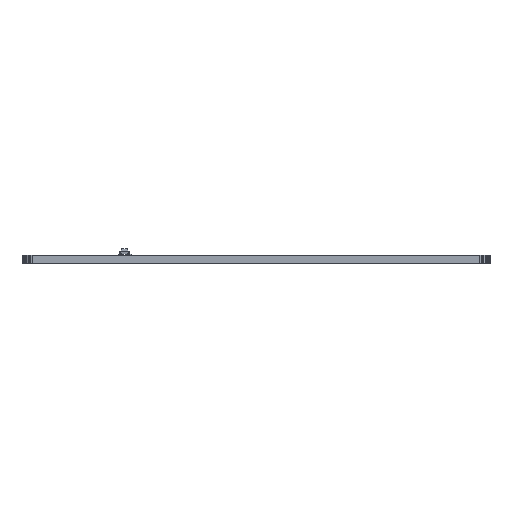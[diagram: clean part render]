
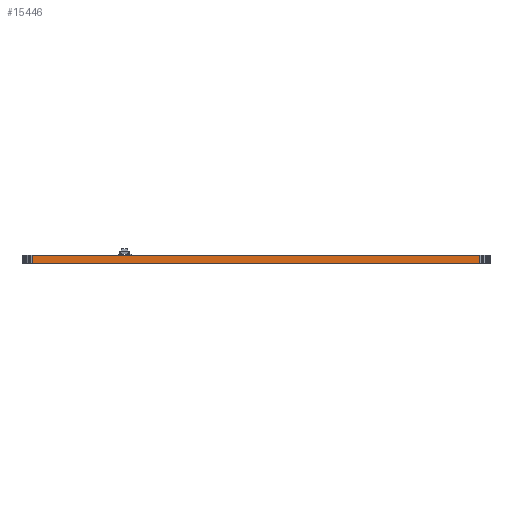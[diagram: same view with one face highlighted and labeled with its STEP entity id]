
A CAD part, left-side view. The second image highlights one B-rep face of the part: STEP entity #15446.
In plain terms, the highlighted planar face has unit normal (-1, 0, 0).
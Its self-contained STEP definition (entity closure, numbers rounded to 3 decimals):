
#4975 = PLANE('',#4976);
#4976 = AXIS2_PLACEMENT_3D('',#4977,#4978,#4979);
#4977 = CARTESIAN_POINT('',(137.285,-90.579,1.586));
#4978 = DIRECTION('',(-0.,-0.,-1.));
#4979 = DIRECTION('',(-1.,0.,0.));
#5029 = PLANE('',#5030);
#5030 = AXIS2_PLACEMENT_3D('',#5031,#5032,#5033);
#5031 = CARTESIAN_POINT('',(137.285,-90.579,0.));
#5032 = DIRECTION('',(-0.,-0.,-1.));
#5033 = DIRECTION('',(-1.,0.,0.));
#7686 = VERTEX_POINT('',#7687);
#7687 = CARTESIAN_POINT('',(90.,-133.,0.));
#7701 = PLANE('',#7702);
#7702 = AXIS2_PLACEMENT_3D('',#7703,#7704,#7705);
#7703 = CARTESIAN_POINT('',(90.02,-133.285,0.));
#7704 = DIRECTION('',(-0.997,-0.071,0.));
#7705 = DIRECTION('',(-0.071,0.997,0.));
#7713 = EDGE_CURVE('',#7686,#7714,#7716,.T.);
#7714 = VERTEX_POINT('',#7715);
#7715 = CARTESIAN_POINT('',(90.,-47.,0.));
#7716 = SURFACE_CURVE('',#7717,(#7721,#7728),.PCURVE_S1.);
#7717 = LINE('',#7718,#7719);
#7718 = CARTESIAN_POINT('',(90.,-133.,0.));
#7719 = VECTOR('',#7720,1.);
#7720 = DIRECTION('',(0.,1.,0.));
#7721 = PCURVE('',#5029,#7722);
#7722 = DEFINITIONAL_REPRESENTATION('',(#7723),#7727);
#7723 = LINE('',#7724,#7725);
#7724 = CARTESIAN_POINT('',(47.285,-42.421));
#7725 = VECTOR('',#7726,1.);
#7726 = DIRECTION('',(0.,1.));
#7727 = ( GEOMETRIC_REPRESENTATION_CONTEXT(2) 
PARAMETRIC_REPRESENTATION_CONTEXT() REPRESENTATION_CONTEXT('2D SPACE',''
  ) );
#7728 = PCURVE('',#7729,#7734);
#7729 = PLANE('',#7730);
#7730 = AXIS2_PLACEMENT_3D('',#7731,#7732,#7733);
#7731 = CARTESIAN_POINT('',(90.,-133.,0.));
#7732 = DIRECTION('',(-1.,0.,0.));
#7733 = DIRECTION('',(0.,1.,0.));
#7734 = DEFINITIONAL_REPRESENTATION('',(#7735),#7739);
#7735 = LINE('',#7736,#7737);
#7736 = CARTESIAN_POINT('',(0.,0.));
#7737 = VECTOR('',#7738,1.);
#7738 = DIRECTION('',(1.,0.));
#7739 = ( GEOMETRIC_REPRESENTATION_CONTEXT(2) 
PARAMETRIC_REPRESENTATION_CONTEXT() REPRESENTATION_CONTEXT('2D SPACE',''
  ) );
#7757 = PLANE('',#7758);
#7758 = AXIS2_PLACEMENT_3D('',#7759,#7760,#7761);
#7759 = CARTESIAN_POINT('',(90.,-47.,0.));
#7760 = DIRECTION('',(-0.997,0.071,0.));
#7761 = DIRECTION('',(0.071,0.997,0.));
#12469 = VERTEX_POINT('',#12470);
#12470 = CARTESIAN_POINT('',(90.,-133.,1.586));
#12491 = EDGE_CURVE('',#12469,#12492,#12494,.T.);
#12492 = VERTEX_POINT('',#12493);
#12493 = CARTESIAN_POINT('',(90.,-47.,1.586));
#12494 = SURFACE_CURVE('',#12495,(#12499,#12506),.PCURVE_S1.);
#12495 = LINE('',#12496,#12497);
#12496 = CARTESIAN_POINT('',(90.,-133.,1.586));
#12497 = VECTOR('',#12498,1.);
#12498 = DIRECTION('',(0.,1.,0.));
#12499 = PCURVE('',#4975,#12500);
#12500 = DEFINITIONAL_REPRESENTATION('',(#12501),#12505);
#12501 = LINE('',#12502,#12503);
#12502 = CARTESIAN_POINT('',(47.285,-42.421));
#12503 = VECTOR('',#12504,1.);
#12504 = DIRECTION('',(0.,1.));
#12505 = ( GEOMETRIC_REPRESENTATION_CONTEXT(2) 
PARAMETRIC_REPRESENTATION_CONTEXT() REPRESENTATION_CONTEXT('2D SPACE',''
  ) );
#12506 = PCURVE('',#7729,#12507);
#12507 = DEFINITIONAL_REPRESENTATION('',(#12508),#12512);
#12508 = LINE('',#12509,#12510);
#12509 = CARTESIAN_POINT('',(0.,-1.586));
#12510 = VECTOR('',#12511,1.);
#12511 = DIRECTION('',(1.,0.));
#12512 = ( GEOMETRIC_REPRESENTATION_CONTEXT(2) 
PARAMETRIC_REPRESENTATION_CONTEXT() REPRESENTATION_CONTEXT('2D SPACE',''
  ) );
#15396 = EDGE_CURVE('',#7714,#12492,#15397,.T.);
#15397 = SURFACE_CURVE('',#15398,(#15402,#15409),.PCURVE_S1.);
#15398 = LINE('',#15399,#15400);
#15399 = CARTESIAN_POINT('',(90.,-47.,0.));
#15400 = VECTOR('',#15401,1.);
#15401 = DIRECTION('',(0.,0.,1.));
#15402 = PCURVE('',#7757,#15403);
#15403 = DEFINITIONAL_REPRESENTATION('',(#15404),#15408);
#15404 = LINE('',#15405,#15406);
#15405 = CARTESIAN_POINT('',(0.,0.));
#15406 = VECTOR('',#15407,1.);
#15407 = DIRECTION('',(0.,-1.));
#15408 = ( GEOMETRIC_REPRESENTATION_CONTEXT(2) 
PARAMETRIC_REPRESENTATION_CONTEXT() REPRESENTATION_CONTEXT('2D SPACE',''
  ) );
#15409 = PCURVE('',#7729,#15410);
#15410 = DEFINITIONAL_REPRESENTATION('',(#15411),#15415);
#15411 = LINE('',#15412,#15413);
#15412 = CARTESIAN_POINT('',(86.,0.));
#15413 = VECTOR('',#15414,1.);
#15414 = DIRECTION('',(0.,-1.));
#15415 = ( GEOMETRIC_REPRESENTATION_CONTEXT(2) 
PARAMETRIC_REPRESENTATION_CONTEXT() REPRESENTATION_CONTEXT('2D SPACE',''
  ) );
#15446 = ADVANCED_FACE('',(#15447),#7729,.T.);
#15447 = FACE_BOUND('',#15448,.T.);
#15448 = EDGE_LOOP('',(#15449,#15470,#15471,#15472));
#15449 = ORIENTED_EDGE('',*,*,#15450,.T.);
#15450 = EDGE_CURVE('',#7686,#12469,#15451,.T.);
#15451 = SURFACE_CURVE('',#15452,(#15456,#15463),.PCURVE_S1.);
#15452 = LINE('',#15453,#15454);
#15453 = CARTESIAN_POINT('',(90.,-133.,0.));
#15454 = VECTOR('',#15455,1.);
#15455 = DIRECTION('',(0.,0.,1.));
#15456 = PCURVE('',#7729,#15457);
#15457 = DEFINITIONAL_REPRESENTATION('',(#15458),#15462);
#15458 = LINE('',#15459,#15460);
#15459 = CARTESIAN_POINT('',(0.,0.));
#15460 = VECTOR('',#15461,1.);
#15461 = DIRECTION('',(0.,-1.));
#15462 = ( GEOMETRIC_REPRESENTATION_CONTEXT(2) 
PARAMETRIC_REPRESENTATION_CONTEXT() REPRESENTATION_CONTEXT('2D SPACE',''
  ) );
#15463 = PCURVE('',#7701,#15464);
#15464 = DEFINITIONAL_REPRESENTATION('',(#15465),#15469);
#15465 = LINE('',#15466,#15467);
#15466 = CARTESIAN_POINT('',(0.285,0.));
#15467 = VECTOR('',#15468,1.);
#15468 = DIRECTION('',(0.,-1.));
#15469 = ( GEOMETRIC_REPRESENTATION_CONTEXT(2) 
PARAMETRIC_REPRESENTATION_CONTEXT() REPRESENTATION_CONTEXT('2D SPACE',''
  ) );
#15470 = ORIENTED_EDGE('',*,*,#12491,.T.);
#15471 = ORIENTED_EDGE('',*,*,#15396,.F.);
#15472 = ORIENTED_EDGE('',*,*,#7713,.F.);
